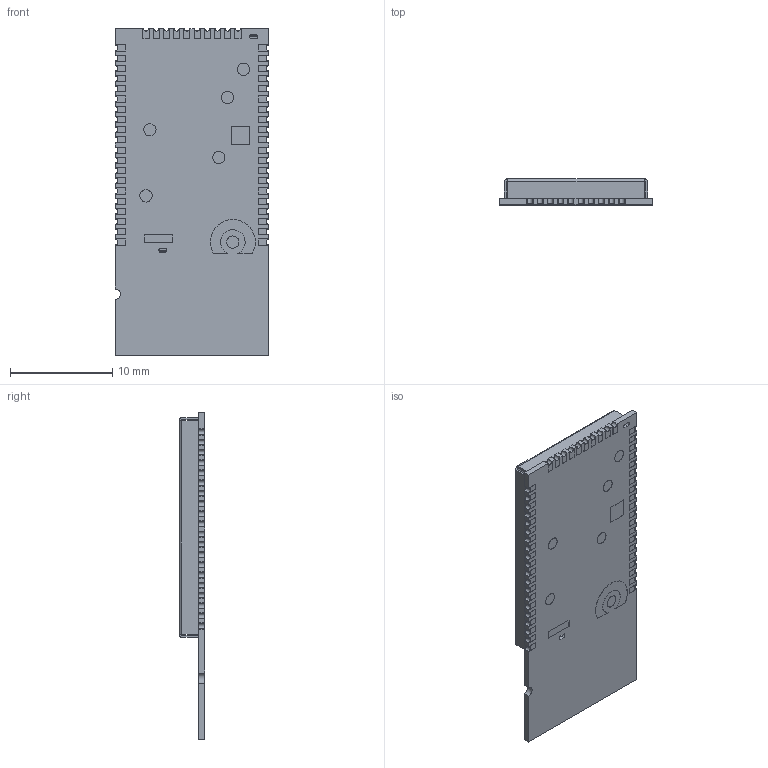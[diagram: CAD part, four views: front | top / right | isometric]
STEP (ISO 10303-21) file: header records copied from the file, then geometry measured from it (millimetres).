
FILE_DESCRIPTION (( 'STEP AP214' ), '1' );
FILE_NAME ('BM83SM1-00TA.STEP', '2022-06-06T04:58:17', ( '' ), ( '' ), 'SwSTEP 2.0', 'SolidWorks 2017', '' );
FILE_SCHEMA (( 'AUTOMOTIVE_DESIGN' ));
Length unit declared in the file: millimetre
Products named in the file (1): BM83SM1-00TA
Bounding box: 15 x 2.5 x 32 mm (x, y, z)
Volume: 367 mm3; surface area: 2139.7 mm2
Topology: 62 solids, 62 shells, 956 faces, 2266 edges, 1444 vertices
Faces by surface type: plane 765, cylinder 191
Entity records: 27643 total; most frequent: CARTESIAN_POINT 4667, DIRECTION 4562, ORIENTED_EDGE 4532, EDGE_CURVE 2266, VECTOR 1884, LINE 1884, VERTEX_POINT 1444, AXIS2_PLACEMENT_3D 1339
